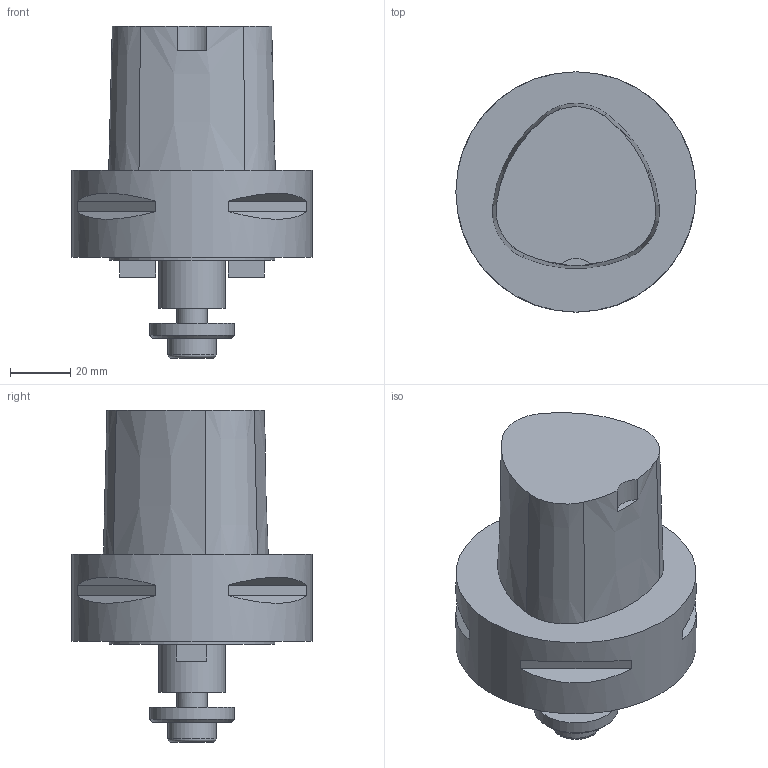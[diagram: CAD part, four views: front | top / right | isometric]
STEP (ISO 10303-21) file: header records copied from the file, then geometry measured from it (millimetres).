
FILE_DESCRIPTION(/* description */ ('3-D model version:1'),/* implementation_level */ '2;1');
FILE_NAME(/* name */ 'C8-391.05C-22030M',/* time_stamp */ '2016-12-02T14:00:34',/* author */ ('InteractiveCad'),/* organization */ ('AB Sandvik Coromant'),/* preprocessor_version */ 'ST-DEVELOPER v11',/* originating_system */ 'SIEMENS UGS NX 6.0',/* authorization */ '');
FILE_SCHEMA(('AUTOMOTIVE_DESIGN'));
Length unit declared in the file: millimetre
Products named in the file (1): C8_391_05C_22030M_SIM
Bounding box: 80 x 80 x 110.5 mm (x, y, z)
Volume: 265053.9 mm3; surface area: 30370.8 mm2
Topology: 1 solids, 1 shells, 70 faces, 135 edges, 88 vertices
Faces by surface type: plane 40, cylinder 16, cone 9, torus 5
Full cylindrical faces by diameter (mm): 3 x4, 7 x2, 7.4 x2, 10 x1, 11 x1, 16 x1, 22 x1, 28 x1, 55 x1, 80 x1
Entity records: 1760 total; most frequent: DIRECTION 318, CARTESIAN_POINT 276, ORIENTED_EDGE 220, AXIS2_PLACEMENT_3D 136, EDGE_LOOP 114, EDGE_CURVE 110, VERTEX_POINT 86, FACE_BOUND 78
